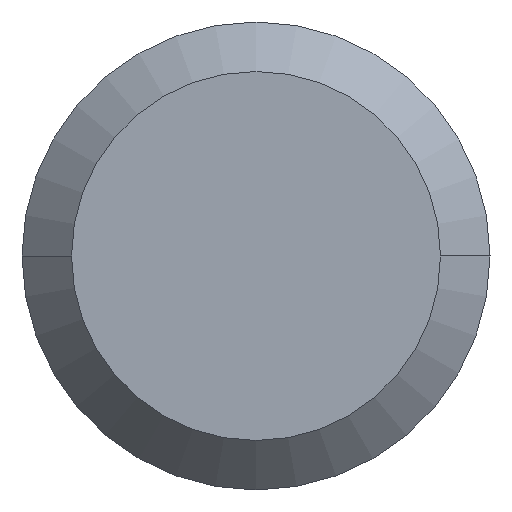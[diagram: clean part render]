
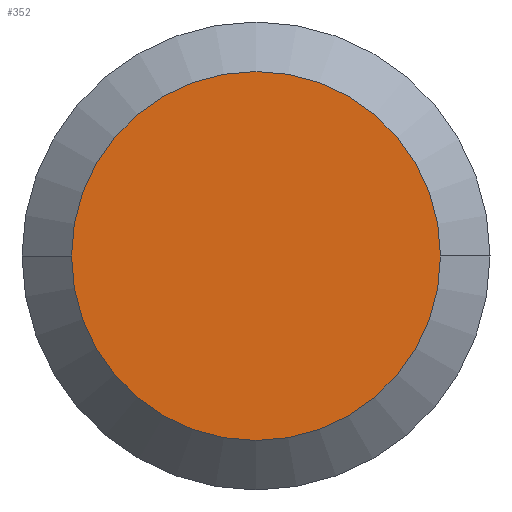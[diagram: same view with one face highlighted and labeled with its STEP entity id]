
A CAD part, left-side view. The second image highlights one B-rep face of the part: STEP entity #352.
In plain terms, the highlighted planar face has unit normal (-1, 0, 0).
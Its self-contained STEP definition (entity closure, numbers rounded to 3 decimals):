
#4 = CARTESIAN_POINT ( 'NONE',  ( 0., 0., 0. ) ) ;
#6 = AXIS2_PLACEMENT_3D ( 'NONE', #185, #217, #52 ) ;
#22 = VERTEX_POINT ( 'NONE', #350 ) ;
#52 = DIRECTION ( 'NONE',  ( 0., -1., 0. ) ) ;
#89 = VERTEX_POINT ( 'NONE', #192 ) ;
#135 = DIRECTION ( 'NONE',  ( 1., 0., 0. ) ) ;
#137 = CIRCLE ( 'NONE', #239, 2.365 ) ;
#140 = EDGE_CURVE ( 'NONE', #89, #22, #137, .T. ) ;
#176 = DIRECTION ( 'NONE',  ( 0., 1., 0. ) ) ;
#182 = EDGE_LOOP ( 'NONE', ( #360, #358 ) ) ;
#183 = CARTESIAN_POINT ( 'NONE',  ( 0., 0., 0. ) ) ;
#185 = CARTESIAN_POINT ( 'NONE',  ( 0., 0., 0. ) ) ;
#192 = CARTESIAN_POINT ( 'NONE',  ( 0., 2.365, 0. ) ) ;
#217 = DIRECTION ( 'NONE',  ( -1., 0., 0. ) ) ;
#239 = AXIS2_PLACEMENT_3D ( 'NONE', #4, #135, #176 ) ;
#307 = EDGE_CURVE ( 'NONE', #22, #89, #329, .T. ) ;
#329 = CIRCLE ( 'NONE', #371, 2.365 ) ;
#342 = PLANE ( 'NONE',  #6 ) ;
#350 = CARTESIAN_POINT ( 'NONE',  ( 0., -2.365, 0. ) ) ;
#352 = ADVANCED_FACE ( 'NONE', ( #374 ), #342, .T. ) ;
#358 = ORIENTED_EDGE ( 'NONE', *, *, #307, .F. ) ;
#360 = ORIENTED_EDGE ( 'NONE', *, *, #140, .F. ) ;
#369 = DIRECTION ( 'NONE',  ( 1., 0., 0. ) ) ;
#371 = AXIS2_PLACEMENT_3D ( 'NONE', #183, #369, #394 ) ;
#374 = FACE_OUTER_BOUND ( 'NONE', #182, .T. ) ;
#394 = DIRECTION ( 'NONE',  ( 0., 1., 0. ) ) ;
